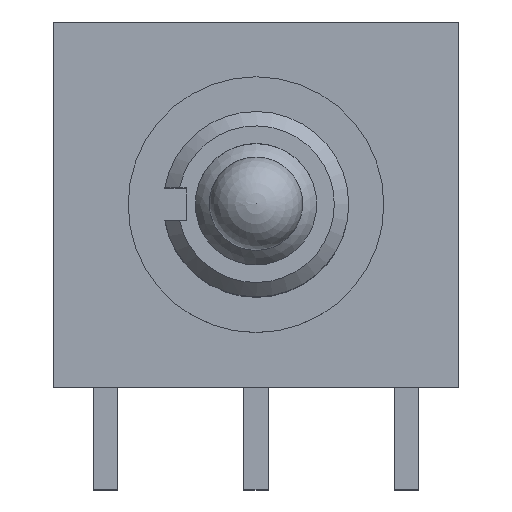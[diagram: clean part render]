
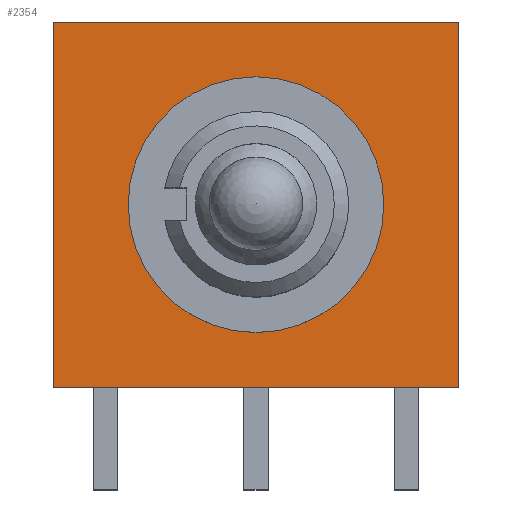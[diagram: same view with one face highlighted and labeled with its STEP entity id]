
A CAD part, top view. The second image highlights one B-rep face of the part: STEP entity #2354.
In plain terms, the highlighted planar face has unit normal (0, 0, 1).
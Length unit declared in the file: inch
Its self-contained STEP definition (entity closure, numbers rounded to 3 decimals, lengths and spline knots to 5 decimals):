
#36=FACE_BOUND('',#284,.T.);
#48=PLANE('',#2522);
#147=FACE_OUTER_BOUND('',#283,.T.);
#283=EDGE_LOOP('',(#1637,#1638,#1639,#1640));
#284=EDGE_LOOP('',(#1641));
#422=LINE('',#3403,#696);
#423=LINE('',#3405,#697);
#424=LINE('',#3407,#698);
#425=LINE('',#3408,#699);
#696=VECTOR('',#2743,0.3937);
#697=VECTOR('',#2744,0.3937);
#698=VECTOR('',#2745,0.3937);
#699=VECTOR('',#2746,0.3937);
#974=CIRCLE('',#2523,0.15748);
#1043=VERTEX_POINT('',#3401);
#1044=VERTEX_POINT('',#3402);
#1045=VERTEX_POINT('',#3404);
#1046=VERTEX_POINT('',#3406);
#1047=VERTEX_POINT('',#3409);
#1272=EDGE_CURVE('',#1043,#1044,#422,.T.);
#1273=EDGE_CURVE('',#1045,#1043,#423,.T.);
#1274=EDGE_CURVE('',#1046,#1045,#424,.T.);
#1275=EDGE_CURVE('',#1044,#1046,#425,.T.);
#1276=EDGE_CURVE('',#1047,#1047,#974,.T.);
#1637=ORIENTED_EDGE('',*,*,#1272,.F.);
#1638=ORIENTED_EDGE('',*,*,#1273,.F.);
#1639=ORIENTED_EDGE('',*,*,#1274,.F.);
#1640=ORIENTED_EDGE('',*,*,#1275,.F.);
#1641=ORIENTED_EDGE('',*,*,#1276,.T.);
#2354=ADVANCED_FACE('',(#147,#36),#48,.T.);
#2522=AXIS2_PLACEMENT_3D('',#3400,#2741,#2742);
#2523=AXIS2_PLACEMENT_3D('',#3410,#2747,#2748);
#2741=DIRECTION('center_axis',(0.,0.,1.));
#2742=DIRECTION('ref_axis',(1.,0.,0.));
#2743=DIRECTION('',(0.,-1.,0.));
#2744=DIRECTION('',(1.,0.,0.));
#2745=DIRECTION('',(0.,1.,0.));
#2746=DIRECTION('',(-1.,0.,0.));
#2747=DIRECTION('center_axis',(0.,0.,-1.));
#2748=DIRECTION('ref_axis',(1.,0.,0.));
#3400=CARTESIAN_POINT('Origin',(0.,0.,
0.41024));
#3401=CARTESIAN_POINT('',(0.25,0.225,0.41024));
#3402=CARTESIAN_POINT('',(0.25,-0.225,0.41024));
#3403=CARTESIAN_POINT('',(0.25,0.225,0.41024));
#3404=CARTESIAN_POINT('',(-0.25,0.225,0.41024));
#3405=CARTESIAN_POINT('',(-0.25,0.225,0.41024));
#3406=CARTESIAN_POINT('',(-0.25,-0.225,0.41024));
#3407=CARTESIAN_POINT('',(-0.25,-0.225,0.41024));
#3408=CARTESIAN_POINT('',(0.25,-0.225,0.41024));
#3409=CARTESIAN_POINT('',(-0.15748,0.,0.41024));
#3410=CARTESIAN_POINT('Origin',(0.,0.,
0.41024));
